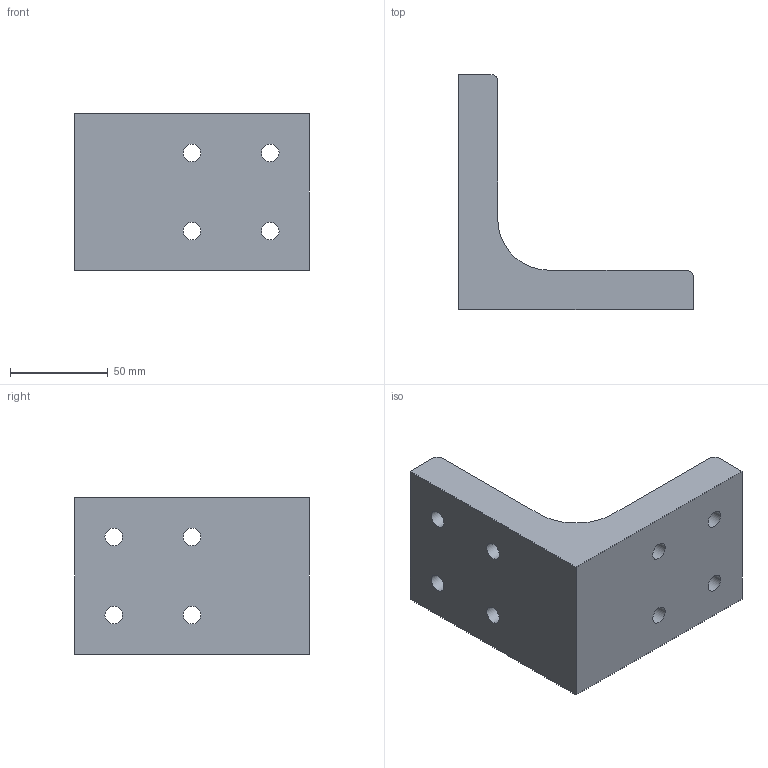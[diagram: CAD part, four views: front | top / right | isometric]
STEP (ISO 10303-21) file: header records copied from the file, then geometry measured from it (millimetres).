
FILE_DESCRIPTION((''),'2;1');
FILE_NAME('SZ0997N_A.stp','2013-08-28T09:50:55',('janine behrens'),(''),'Autodesk Inventor 2012','Autodesk Inventor 2012','');
FILE_SCHEMA(('AUTOMOTIVE_DESIGN { 1 0 10303 214 1 1 1 1 }'));
Length unit declared in the file: millimetre
Products named in the file (1): SZ0997N_A
Bounding box: 120 x 120 x 80 mm (x, y, z)
Volume: 344863.3 mm3; surface area: 51209.7 mm2
Topology: 1 solids, 1 shells, 35 faces, 75 edges, 50 vertices
Faces by surface type: cylinder 19, plane 16
Full cylindrical faces by diameter (mm): 9 x8, 15 x8
Entity records: 945 total; most frequent: DIRECTION 169, CARTESIAN_POINT 145, ORIENTED_EDGE 118, EDGE_LOOP 75, AXIS2_PLACEMENT_3D 74, EDGE_CURVE 59, VERTEX_POINT 50, FACE_BOUND 40
